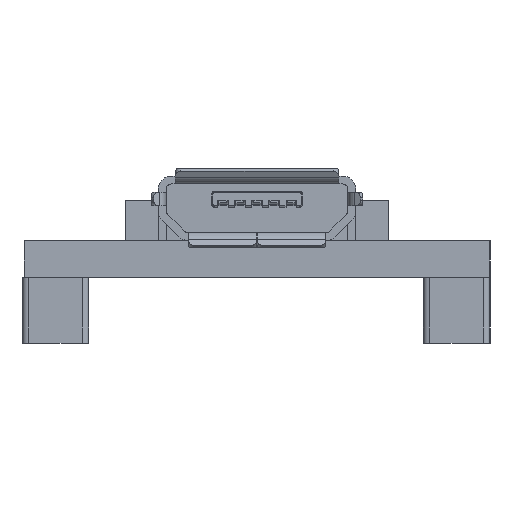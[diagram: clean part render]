
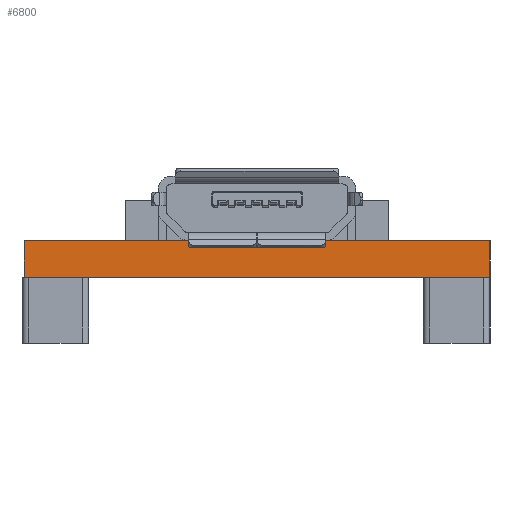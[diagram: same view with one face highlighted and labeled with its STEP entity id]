
A CAD part, left-side view. The second image highlights one B-rep face of the part: STEP entity #6800.
In plain terms, the highlighted planar face has unit normal (-1, 0, 0).
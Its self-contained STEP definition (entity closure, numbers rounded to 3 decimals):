
#6236=PLANE('',#22541);
#6800=ADVANCED_FACE('',(#7948),#6236,.F.);
#7948=FACE_OUTER_BOUND('',#8877,.T.);
#8877=EDGE_LOOP('',(#13597,#13598,#13599,#13600));
#9784=LINE('',#29340,#11407);
#9788=LINE('',#29349,#11411);
#9792=LINE('',#29356,#11415);
#9793=LINE('',#29358,#11416);
#11407=VECTOR('',#24629,1.);
#11411=VECTOR('',#24635,1.);
#11415=VECTOR('',#24643,1.);
#11416=VECTOR('',#24646,1.);
#13597=ORIENTED_EDGE('',*,*,#19526,.T.);
#13598=ORIENTED_EDGE('',*,*,#19531,.F.);
#13599=ORIENTED_EDGE('',*,*,#19522,.F.);
#13600=ORIENTED_EDGE('',*,*,#19530,.T.);
#17819=VERTEX_POINT('',#29339);
#17820=VERTEX_POINT('',#29341);
#17823=VERTEX_POINT('',#29348);
#17824=VERTEX_POINT('',#29350);
#19522=EDGE_CURVE('',#17819,#17820,#9784,.T.);
#19526=EDGE_CURVE('',#17824,#17823,#9788,.T.);
#19530=EDGE_CURVE('',#17819,#17824,#9792,.T.);
#19531=EDGE_CURVE('',#17820,#17823,#9793,.T.);
#22541=AXIS2_PLACEMENT_3D('',#29359,#24647,#24648);
#24629=DIRECTION('',(0.,-1.,0.));
#24635=DIRECTION('',(0.,-1.,0.));
#24643=DIRECTION('',(0.,0.,-1.));
#24646=DIRECTION('',(0.,0.,-1.));
#24647=DIRECTION('',(1.,0.,0.));
#24648=DIRECTION('',(0.,1.,0.));
#29339=CARTESIAN_POINT('',(-17.75,8.85,0.7));
#29340=CARTESIAN_POINT('',(-17.75,8.85,0.7));
#29341=CARTESIAN_POINT('',(-17.75,-8.85,0.7));
#29348=CARTESIAN_POINT('',(-17.75,-8.85,-0.7));
#29349=CARTESIAN_POINT('',(-17.75,8.85,-0.7));
#29350=CARTESIAN_POINT('',(-17.75,8.85,-0.7));
#29356=CARTESIAN_POINT('',(-17.75,8.85,0.7));
#29358=CARTESIAN_POINT('',(-17.75,-8.85,0.7));
#29359=CARTESIAN_POINT('',(-17.75,8.85,0.7));
